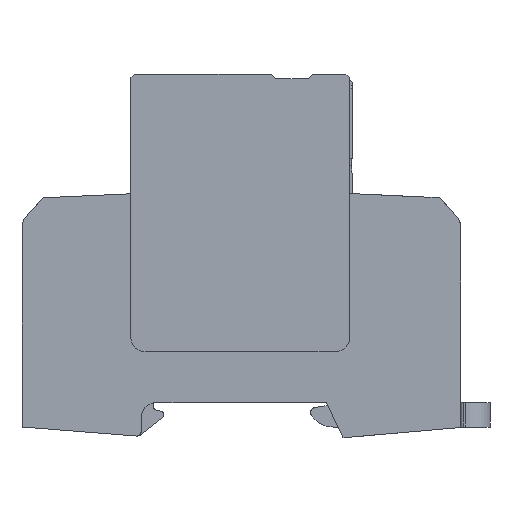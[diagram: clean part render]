
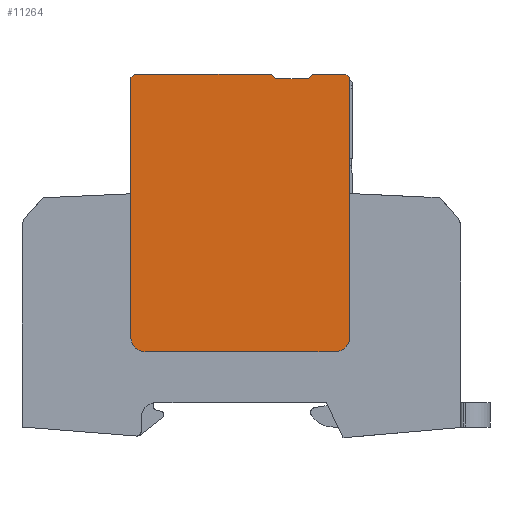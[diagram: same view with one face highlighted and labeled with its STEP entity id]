
A CAD part, left-side view. The second image highlights one B-rep face of the part: STEP entity #11264.
In plain terms, the highlighted planar face has unit normal (-1, 0, 0).
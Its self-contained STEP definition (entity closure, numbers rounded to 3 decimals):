
#11167=AXIS2_PLACEMENT_3D('Plane Axis2P3D',#11164,#11165,#11166) ;
#10982=CARTESIAN_POINT('Vertex',(0.,44.06,73.853)) ;
#10996=CARTESIAN_POINT('Vertex',(0.,44.96,74.753)) ;
#10999=CARTESIAN_POINT('Line Origine',(0.,44.51,74.303)) ;
#11137=CARTESIAN_POINT('Line Origine',(0.,73.485,74.378)) ;
#11141=CARTESIAN_POINT('Vertex',(0.,73.86,74.003)) ;
#11143=CARTESIAN_POINT('Vertex',(0.,73.11,74.753)) ;
#11164=CARTESIAN_POINT('Axis2P3D Location',(0.,72.86,17.703)) ;
#11170=CARTESIAN_POINT('Control Point',(0.,73.86,74.003)) ;
#11171=CARTESIAN_POINT('Control Point',(0.,73.86,63.343)) ;
#11172=CARTESIAN_POINT('Control Point',(0.,73.86,52.683)) ;
#11173=CARTESIAN_POINT('Control Point',(0.,73.86,42.023)) ;
#11174=CARTESIAN_POINT('Control Point',(0.,73.86,31.363)) ;
#11175=CARTESIAN_POINT('Control Point',(0.,73.86,20.703)) ;
#11176=CARTESIAN_POINT('Vertex',(0.,73.86,20.703)) ;
#11180=CARTESIAN_POINT('Control Point',(0.,73.86,20.703)) ;
#11181=CARTESIAN_POINT('Control Point',(0.,73.86,19.76)) ;
#11182=CARTESIAN_POINT('Control Point',(0.,73.491,18.817)) ;
#11183=CARTESIAN_POINT('Control Point',(0.,72.746,18.072)) ;
#11184=CARTESIAN_POINT('Control Point',(0.,71.803,17.703)) ;
#11185=CARTESIAN_POINT('Control Point',(0.,70.86,17.703)) ;
#11186=CARTESIAN_POINT('Vertex',(0.,70.86,17.703)) ;
#11190=CARTESIAN_POINT('Control Point',(0.,70.86,17.703)) ;
#11191=CARTESIAN_POINT('Control Point',(0.,63.06,17.703)) ;
#11192=CARTESIAN_POINT('Control Point',(0.,55.26,17.703)) ;
#11193=CARTESIAN_POINT('Control Point',(0.,47.46,17.703)) ;
#11194=CARTESIAN_POINT('Control Point',(0.,39.66,17.703)) ;
#11195=CARTESIAN_POINT('Control Point',(0.,31.86,17.703)) ;
#11196=CARTESIAN_POINT('Vertex',(0.,31.86,17.703)) ;
#11200=CARTESIAN_POINT('Control Point',(0.,31.86,17.703)) ;
#11201=CARTESIAN_POINT('Control Point',(0.,30.918,17.703)) ;
#11202=CARTESIAN_POINT('Control Point',(0.,29.975,18.072)) ;
#11203=CARTESIAN_POINT('Control Point',(0.,29.229,18.817)) ;
#11204=CARTESIAN_POINT('Control Point',(0.,28.86,19.76)) ;
#11205=CARTESIAN_POINT('Control Point',(0.,28.86,20.703)) ;
#11206=CARTESIAN_POINT('Vertex',(0.,28.86,20.703)) ;
#11210=CARTESIAN_POINT('Control Point',(0.,28.86,20.703)) ;
#11211=CARTESIAN_POINT('Control Point',(0.,28.86,31.363)) ;
#11212=CARTESIAN_POINT('Control Point',(0.,28.86,42.023)) ;
#11213=CARTESIAN_POINT('Control Point',(0.,28.86,52.683)) ;
#11214=CARTESIAN_POINT('Control Point',(0.,28.86,63.343)) ;
#11215=CARTESIAN_POINT('Control Point',(0.,28.86,74.003)) ;
#11216=CARTESIAN_POINT('Vertex',(0.,28.86,74.003)) ;
#11219=CARTESIAN_POINT('Line Origine',(0.,29.235,74.378)) ;
#11223=CARTESIAN_POINT('Vertex',(0.,29.61,74.753)) ;
#11226=CARTESIAN_POINT('Line Origine',(0.,33.035,74.753)) ;
#11230=CARTESIAN_POINT('Vertex',(0.,36.46,74.753)) ;
#11233=CARTESIAN_POINT('Line Origine',(0.,36.91,74.303)) ;
#11237=CARTESIAN_POINT('Vertex',(0.,37.36,73.853)) ;
#11240=CARTESIAN_POINT('Line Origine',(0.,40.71,73.853)) ;
#11245=CARTESIAN_POINT('Line Origine',(0.,59.035,74.753)) ;
#11000=DIRECTION('Vector Direction',(0.,0.707,0.707)) ;
#11138=DIRECTION('Vector Direction',(0.,-0.707,0.707)) ;
#11165=DIRECTION('Axis2P3D Direction',(-1.,0.,0.)) ;
#11166=DIRECTION('Axis2P3D XDirection',(0.,1.,0.)) ;
#11220=DIRECTION('Vector Direction',(0.,-0.707,-0.707)) ;
#11227=DIRECTION('Vector Direction',(0.,1.,0.)) ;
#11234=DIRECTION('Vector Direction',(0.,0.707,-0.707)) ;
#11241=DIRECTION('Vector Direction',(0.,1.,0.)) ;
#11246=DIRECTION('Vector Direction',(0.,1.,0.)) ;
#11001=VECTOR('Line Direction',#11000,1.) ;
#11139=VECTOR('Line Direction',#11138,1.) ;
#11221=VECTOR('Line Direction',#11220,1.) ;
#11228=VECTOR('Line Direction',#11227,1.) ;
#11235=VECTOR('Line Direction',#11234,1.) ;
#11242=VECTOR('Line Direction',#11241,1.) ;
#11247=VECTOR('Line Direction',#11246,1.) ;
#11251=ORIENTED_EDGE('',*,*,#11178,.T.) ;
#11252=ORIENTED_EDGE('',*,*,#11188,.T.) ;
#11253=ORIENTED_EDGE('',*,*,#11198,.T.) ;
#11254=ORIENTED_EDGE('',*,*,#11208,.T.) ;
#11255=ORIENTED_EDGE('',*,*,#11218,.T.) ;
#11256=ORIENTED_EDGE('',*,*,#11225,.F.) ;
#11257=ORIENTED_EDGE('',*,*,#11232,.T.) ;
#11258=ORIENTED_EDGE('',*,*,#11239,.T.) ;
#11259=ORIENTED_EDGE('',*,*,#11244,.T.) ;
#11260=ORIENTED_EDGE('',*,*,#11003,.T.) ;
#11261=ORIENTED_EDGE('',*,*,#11249,.T.) ;
#11262=ORIENTED_EDGE('',*,*,#11145,.F.) ;
#11264=ADVANCED_FACE('ABLEITER_1',(#11263),#11168,.T.) ;
#11169=B_SPLINE_CURVE_WITH_KNOTS('',5,(#11170,#11171,#11172,#11173,#11174,#11175),.UNSPECIFIED.,.F.,.U.,(6,6),(0.65,53.95),.UNSPECIFIED.) ;
#11179=B_SPLINE_CURVE_WITH_KNOTS('',5,(#11180,#11181,#11182,#11183,#11184,#11185),.UNSPECIFIED.,.F.,.U.,(6,6),(0.,4.965),.UNSPECIFIED.) ;
#11189=B_SPLINE_CURVE_WITH_KNOTS('',5,(#11190,#11191,#11192,#11193,#11194,#11195),.UNSPECIFIED.,.F.,.U.,(6,6),(0.,39.),.UNSPECIFIED.) ;
#11199=B_SPLINE_CURVE_WITH_KNOTS('',5,(#11200,#11201,#11202,#11203,#11204,#11205),.UNSPECIFIED.,.F.,.U.,(6,6),(0.,4.965),.UNSPECIFIED.) ;
#11209=B_SPLINE_CURVE_WITH_KNOTS('',5,(#11210,#11211,#11212,#11213,#11214,#11215),.UNSPECIFIED.,.F.,.U.,(6,6),(0.,53.3),.UNSPECIFIED.) ;
#11003=EDGE_CURVE('',#10983,#10997,#11002,.T.) ;
#11145=EDGE_CURVE('',#11142,#11144,#11140,.T.) ;
#11178=EDGE_CURVE('',#11142,#11177,#11169,.T.) ;
#11188=EDGE_CURVE('',#11177,#11187,#11179,.T.) ;
#11198=EDGE_CURVE('',#11187,#11197,#11189,.T.) ;
#11208=EDGE_CURVE('',#11197,#11207,#11199,.T.) ;
#11218=EDGE_CURVE('',#11207,#11217,#11209,.T.) ;
#11225=EDGE_CURVE('',#11224,#11217,#11222,.T.) ;
#11232=EDGE_CURVE('',#11224,#11231,#11229,.T.) ;
#11239=EDGE_CURVE('',#11231,#11238,#11236,.T.) ;
#11244=EDGE_CURVE('',#11238,#10983,#11243,.T.) ;
#11249=EDGE_CURVE('',#10997,#11144,#11248,.T.) ;
#11250=EDGE_LOOP('',(#11251,#11252,#11253,#11254,#11255,#11256,#11257,#11258,#11259,#11260,#11261,#11262)) ;
#11263=FACE_OUTER_BOUND('',#11250,.T.) ;
#11002=LINE('Line',#10999,#11001) ;
#11140=LINE('Line',#11137,#11139) ;
#11222=LINE('Line',#11219,#11221) ;
#11229=LINE('Line',#11226,#11228) ;
#11236=LINE('Line',#11233,#11235) ;
#11243=LINE('Line',#11240,#11242) ;
#11248=LINE('Line',#11245,#11247) ;
#11168=PLANE('',#11167) ;
#10983=VERTEX_POINT('',#10982) ;
#10997=VERTEX_POINT('',#10996) ;
#11142=VERTEX_POINT('',#11141) ;
#11144=VERTEX_POINT('',#11143) ;
#11177=VERTEX_POINT('',#11176) ;
#11187=VERTEX_POINT('',#11186) ;
#11197=VERTEX_POINT('',#11196) ;
#11207=VERTEX_POINT('',#11206) ;
#11217=VERTEX_POINT('',#11216) ;
#11224=VERTEX_POINT('',#11223) ;
#11231=VERTEX_POINT('',#11230) ;
#11238=VERTEX_POINT('',#11237) ;
